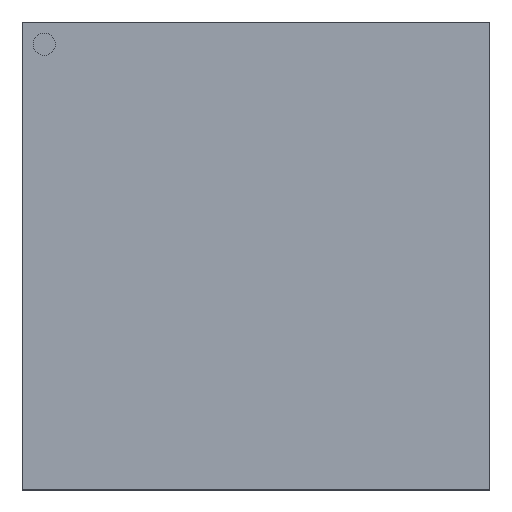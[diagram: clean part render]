
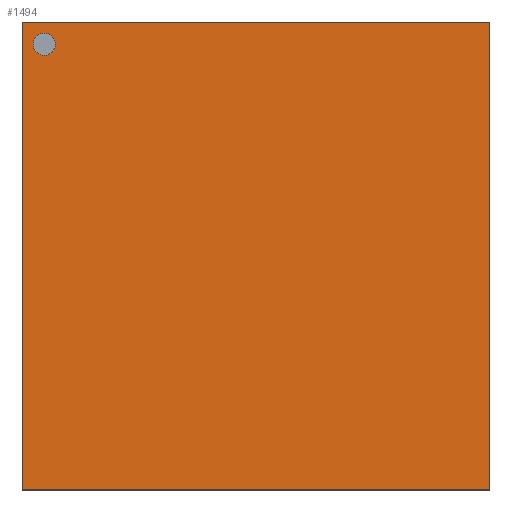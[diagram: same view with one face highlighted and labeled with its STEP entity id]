
A CAD part, top view. The second image highlights one B-rep face of the part: STEP entity #1494.
In plain terms, the highlighted planar face has unit normal (0, 0, 1).
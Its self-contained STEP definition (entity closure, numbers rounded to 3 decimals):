
#1368 = VERTEX_POINT('',#1369);
#1369 = CARTESIAN_POINT('',(-10.5,10.5,2.));
#1375 = EDGE_CURVE('',#1368,#1376,#1378,.T.);
#1376 = VERTEX_POINT('',#1377);
#1377 = CARTESIAN_POINT('',(10.5,10.5,2.));
#1378 = LINE('',#1379,#1380);
#1379 = CARTESIAN_POINT('',(-10.5,10.5,2.));
#1380 = VECTOR('',#1381,1.);
#1381 = DIRECTION('',(1.,0.,0.));
#1408 = VERTEX_POINT('',#1409);
#1409 = CARTESIAN_POINT('',(-10.5,-10.5,2.));
#1415 = EDGE_CURVE('',#1408,#1368,#1416,.T.);
#1416 = LINE('',#1417,#1418);
#1417 = CARTESIAN_POINT('',(-10.5,-10.5,2.));
#1418 = VECTOR('',#1419,1.);
#1419 = DIRECTION('',(0.,1.,0.));
#1437 = EDGE_CURVE('',#1376,#1438,#1440,.T.);
#1438 = VERTEX_POINT('',#1439);
#1439 = CARTESIAN_POINT('',(10.5,-10.5,2.));
#1440 = LINE('',#1441,#1442);
#1441 = CARTESIAN_POINT('',(10.5,10.5,2.));
#1442 = VECTOR('',#1443,1.);
#1443 = DIRECTION('',(0.,-1.,0.));
#1494 = ADVANCED_FACE('',(#1495,#1506),#1517,.F.);
#1495 = FACE_BOUND('',#1496,.F.);
#1496 = EDGE_LOOP('',(#1497,#1498,#1499,#1505));
#1497 = ORIENTED_EDGE('',*,*,#1375,.T.);
#1498 = ORIENTED_EDGE('',*,*,#1437,.T.);
#1499 = ORIENTED_EDGE('',*,*,#1500,.T.);
#1500 = EDGE_CURVE('',#1438,#1408,#1501,.T.);
#1501 = LINE('',#1502,#1503);
#1502 = CARTESIAN_POINT('',(10.5,-10.5,2.));
#1503 = VECTOR('',#1504,1.);
#1504 = DIRECTION('',(-1.,0.,0.));
#1505 = ORIENTED_EDGE('',*,*,#1415,.T.);
#1506 = FACE_BOUND('',#1507,.F.);
#1507 = EDGE_LOOP('',(#1508));
#1508 = ORIENTED_EDGE('',*,*,#1509,.T.);
#1509 = EDGE_CURVE('',#1510,#1510,#1512,.T.);
#1510 = VERTEX_POINT('',#1511);
#1511 = CARTESIAN_POINT('',(-9.,9.5,2.));
#1512 = CIRCLE('',#1513,0.5);
#1513 = AXIS2_PLACEMENT_3D('',#1514,#1515,#1516);
#1514 = CARTESIAN_POINT('',(-9.5,9.5,2.));
#1515 = DIRECTION('',(0.,0.,1.));
#1516 = DIRECTION('',(1.,0.,0.));
#1517 = PLANE('',#1518);
#1518 = AXIS2_PLACEMENT_3D('',#1519,#1520,#1521);
#1519 = CARTESIAN_POINT('',(0.,0.,2.));
#1520 = DIRECTION('',(-0.,-0.,-1.));
#1521 = DIRECTION('',(-1.,0.,0.));
